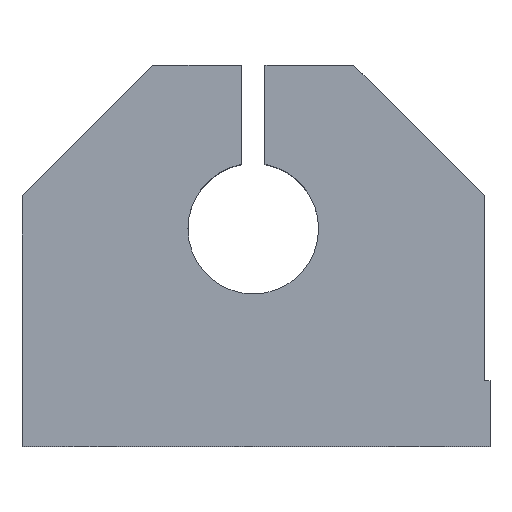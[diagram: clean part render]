
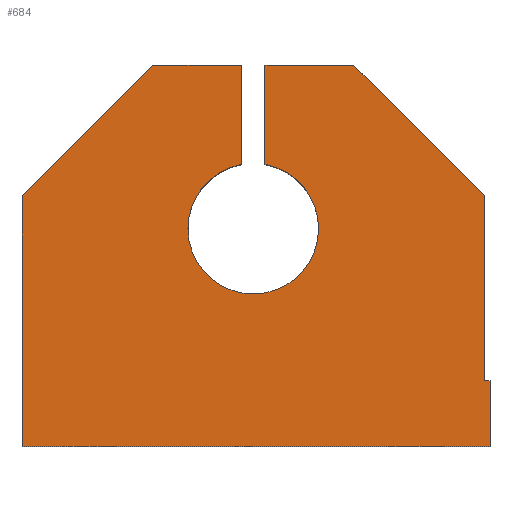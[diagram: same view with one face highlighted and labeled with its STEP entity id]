
A CAD part, top view. The second image highlights one B-rep face of the part: STEP entity #684.
In plain terms, the highlighted planar face has unit normal (0, 0, 1).
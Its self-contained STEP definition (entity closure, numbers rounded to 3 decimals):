
#66=CIRCLE('',#761,6.);
#106=FACE_OUTER_BOUND('',#158,.T.);
#158=EDGE_LOOP('',(#607,#608,#609,#610,#611,#612,#613,#614,#615,#616,#617,
#618));
#160=LINE('',#959,#223);
#165=LINE('',#968,#228);
#195=LINE('',#1167,#258);
#201=LINE('',#1178,#264);
#210=LINE('',#1198,#273);
#213=LINE('',#1203,#276);
#214=LINE('',#1206,#277);
#216=LINE('',#1210,#279);
#219=LINE('',#1217,#282);
#220=LINE('',#1219,#283);
#221=LINE('',#1221,#284);
#223=VECTOR('',#771,10.);
#228=VECTOR('',#778,10.);
#258=VECTOR('',#900,10.);
#264=VECTOR('',#908,10.);
#273=VECTOR('',#923,10.);
#276=VECTOR('',#928,10.);
#277=VECTOR('',#931,10.);
#279=VECTOR('',#935,10.);
#282=VECTOR('',#944,10.);
#283=VECTOR('',#947,10.);
#284=VECTOR('',#950,10.);
#285=VERTEX_POINT('',#955);
#287=VERTEX_POINT('',#958);
#289=VERTEX_POINT('',#964);
#328=VERTEX_POINT('',#1165);
#329=VERTEX_POINT('',#1166);
#333=VERTEX_POINT('',#1176);
#340=VERTEX_POINT('',#1195);
#341=VERTEX_POINT('',#1197);
#342=VERTEX_POINT('',#1201);
#343=VERTEX_POINT('',#1205);
#344=VERTEX_POINT('',#1209);
#345=VERTEX_POINT('',#1213);
#347=EDGE_CURVE('',#285,#287,#160,.T.);
#352=EDGE_CURVE('',#287,#289,#165,.T.);
#408=EDGE_CURVE('',#328,#329,#195,.T.);
#414=EDGE_CURVE('',#333,#328,#201,.T.);
#424=EDGE_CURVE('',#340,#341,#210,.T.);
#427=EDGE_CURVE('',#342,#340,#213,.T.);
#428=EDGE_CURVE('',#341,#343,#214,.T.);
#430=EDGE_CURVE('',#343,#344,#216,.T.);
#432=EDGE_CURVE('',#344,#345,#66,.T.);
#434=EDGE_CURVE('',#345,#333,#219,.T.);
#435=EDGE_CURVE('',#329,#285,#220,.T.);
#436=EDGE_CURVE('',#289,#342,#221,.T.);
#607=ORIENTED_EDGE('',*,*,#408,.F.);
#608=ORIENTED_EDGE('',*,*,#414,.F.);
#609=ORIENTED_EDGE('',*,*,#434,.F.);
#610=ORIENTED_EDGE('',*,*,#432,.F.);
#611=ORIENTED_EDGE('',*,*,#430,.F.);
#612=ORIENTED_EDGE('',*,*,#428,.F.);
#613=ORIENTED_EDGE('',*,*,#424,.F.);
#614=ORIENTED_EDGE('',*,*,#427,.F.);
#615=ORIENTED_EDGE('',*,*,#436,.F.);
#616=ORIENTED_EDGE('',*,*,#352,.F.);
#617=ORIENTED_EDGE('',*,*,#347,.F.);
#618=ORIENTED_EDGE('',*,*,#435,.F.);
#645=PLANE('',#765);
#684=ADVANCED_FACE('',(#106),#645,.T.);
#761=AXIS2_PLACEMENT_3D('',#1214,#939,#940);
#765=AXIS2_PLACEMENT_3D('',#1222,#951,#952);
#771=DIRECTION('',(1.,0.,0.));
#778=DIRECTION('',(0.,-1.,0.));
#900=DIRECTION('',(0.707,-0.707,0.));
#908=DIRECTION('',(1.,0.,0.));
#923=DIRECTION('',(0.707,0.707,0.));
#928=DIRECTION('',(0.,1.,0.));
#931=DIRECTION('',(1.,0.,0.));
#935=DIRECTION('',(0.,-1.,0.));
#939=DIRECTION('center_axis',(0.,0.,1.));
#940=DIRECTION('ref_axis',(0.179,-0.984,0.));
#944=DIRECTION('',(0.,1.,0.));
#947=DIRECTION('',(0.,-1.,0.));
#950=DIRECTION('',(-1.,0.,0.));
#951=DIRECTION('center_axis',(0.,0.,1.));
#952=DIRECTION('ref_axis',(1.,0.,0.));
#955=CARTESIAN_POINT('',(21.25,-11.5,10.));
#958=CARTESIAN_POINT('',(21.75,-11.5,10.));
#959=CARTESIAN_POINT('',(21.25,-11.5,10.));
#964=CARTESIAN_POINT('',(21.75,-17.5,10.));
#968=CARTESIAN_POINT('',(21.75,-11.5,10.));
#1165=CARTESIAN_POINT('',(9.25,17.5,10.));
#1166=CARTESIAN_POINT('',(21.25,5.5,10.));
#1167=CARTESIAN_POINT('',(13.956,12.794,10.));
#1176=CARTESIAN_POINT('',(1.075,17.5,10.));
#1178=CARTESIAN_POINT('',(21.25,17.5,10.));
#1195=CARTESIAN_POINT('',(-21.25,5.5,10.));
#1197=CARTESIAN_POINT('',(-9.25,17.5,10.));
#1198=CARTESIAN_POINT('',(-13.956,12.794,10.));
#1201=CARTESIAN_POINT('',(-21.25,-17.5,10.));
#1203=CARTESIAN_POINT('',(-21.25,17.5,10.));
#1205=CARTESIAN_POINT('',(-1.075,17.5,10.));
#1206=CARTESIAN_POINT('',(-1.075,17.5,10.));
#1209=CARTESIAN_POINT('',(-1.075,8.403,10.));
#1210=CARTESIAN_POINT('',(-1.075,8.403,10.));
#1213=CARTESIAN_POINT('',(1.075,8.403,10.));
#1214=CARTESIAN_POINT('Origin',(0.,2.5,10.));
#1217=CARTESIAN_POINT('',(1.075,17.5,10.));
#1219=CARTESIAN_POINT('',(21.25,-17.5,10.));
#1221=CARTESIAN_POINT('',(-21.25,-17.5,10.));
#1222=CARTESIAN_POINT('Origin',(0.,1.426,
10.));
